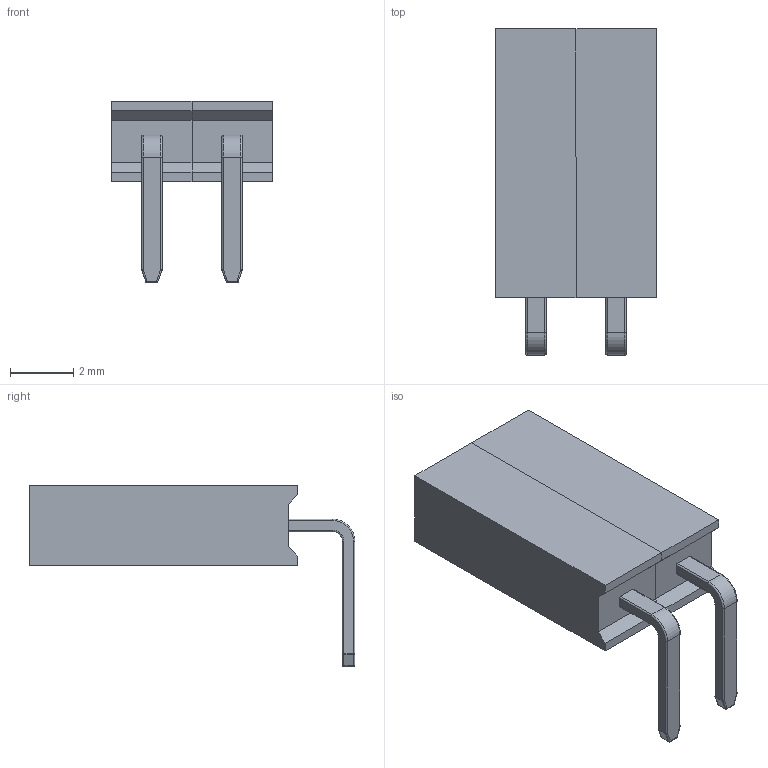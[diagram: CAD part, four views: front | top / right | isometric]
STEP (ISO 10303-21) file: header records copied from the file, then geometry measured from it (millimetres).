
FILE_DESCRIPTION(/* description */ (''),/* implementation_level */ '2;1');
FILE_NAME(/* name */ 'Female Pin Header 01x02 Right Angle.stp',/* time_stamp */ '2019-11-26T16:07:08+01:00',/* author */ ('Bernd das Brot'),/* organization */ (''),/* preprocessor_version */ 'ST-DEVELOPER v18',/* originating_system */ 'Autodesk Inventor 2020',/* authorisation */ '');
FILE_SCHEMA (('AUTOMOTIVE_DESIGN { 1 0 10303 214 3 1 1 }'));
Length unit declared in the file: millimetre
Products named in the file (2): Female Pin Header 01x02 Right Angle; Female Pin Header 1x Right Angle
Assembly tree (2 placements, depth 2):
  Female Pin Header 01x02 Right Angle
    Female Pin Header 1x Right Angle  x2
Bounding box: 5.08 x 10.3 x 5.74 mm (x, y, z)
Volume: 58.5 mm3; surface area: 383.6 mm2
Topology: 2 solids, 2 shells, 324 faces, 748 edges, 424 vertices
Faces by surface type: cylinder 146, plane 94, sphere 40, torus 36, bspline 8
Entity records: 4853 total; most frequent: CARTESIAN_POINT 868, DIRECTION 858, ORIENTED_EDGE 740, EDGE_CURVE 370, AXIS2_PLACEMENT_3D 330, VERTEX_POINT 212, LINE 198, VECTOR 198
